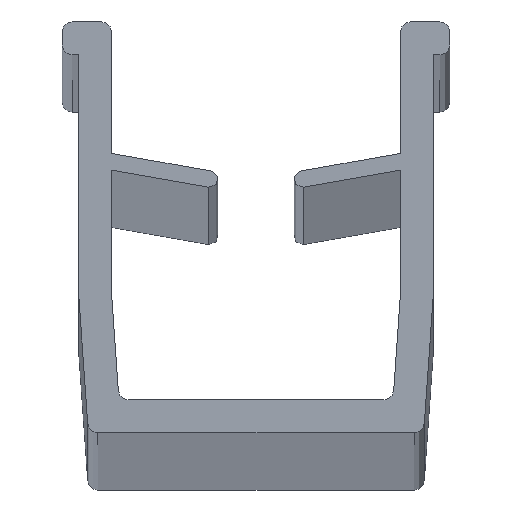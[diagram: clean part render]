
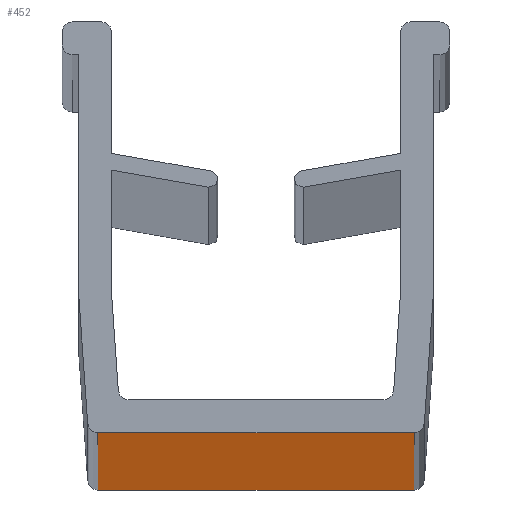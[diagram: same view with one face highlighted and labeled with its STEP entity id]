
A CAD part, top view. The second image highlights one B-rep face of the part: STEP entity #452.
In plain terms, the highlighted planar face has unit normal (0, -1, 0).
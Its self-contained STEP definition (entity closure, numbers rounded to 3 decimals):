
#1 = EDGE_CURVE ( 'NONE', #730, #330, #929, .T. ) ;
#23 = LINE ( 'NONE', #626, #1138 ) ;
#33 = EDGE_CURVE ( 'NONE', #730, #399, #23, .T. ) ;
#58 = DIRECTION ( 'NONE',  ( 0., 0., -1. ) ) ;
#162 = CARTESIAN_POINT ( 'NONE',  ( 4.824, -6.25, 1000. ) ) ;
#168 = AXIS2_PLACEMENT_3D ( 'NONE', #641, #1275, #1286 ) ;
#194 = ORIENTED_EDGE ( 'NONE', *, *, #1011, .F. ) ;
#222 = DIRECTION ( 'NONE',  ( 0., 0., -1. ) ) ;
#290 = CARTESIAN_POINT ( 'NONE',  ( 4.824, -6.25, 0. ) ) ;
#330 = VERTEX_POINT ( 'NONE', #162 ) ;
#339 = CARTESIAN_POINT ( 'NONE',  ( 4.824, -6.25, 1000. ) ) ;
#399 = VERTEX_POINT ( 'NONE', #1188 ) ;
#401 = ORIENTED_EDGE ( 'NONE', *, *, #906, .T. ) ;
#412 = VERTEX_POINT ( 'NONE', #290 ) ;
#429 = CARTESIAN_POINT ( 'NONE',  ( -4.824, -6.25, 1000. ) ) ;
#452 = ADVANCED_FACE ( 'NONE', ( #1193 ), #1073, .F. ) ;
#455 = VECTOR ( 'NONE', #222, 1000. ) ;
#457 = ORIENTED_EDGE ( 'NONE', *, *, #1, .F. ) ;
#520 = CARTESIAN_POINT ( 'NONE',  ( -4.824, -6.25, 1000. ) ) ;
#626 = CARTESIAN_POINT ( 'NONE',  ( -4.824, -6.25, 1000. ) ) ;
#641 = CARTESIAN_POINT ( 'NONE',  ( -4.824, -6.25, 1000. ) ) ;
#644 = VECTOR ( 'NONE', #1150, 1000. ) ;
#684 = LINE ( 'NONE', #1305, #1207 ) ;
#730 = VERTEX_POINT ( 'NONE', #429 ) ;
#745 = LINE ( 'NONE', #339, #455 ) ;
#906 = EDGE_CURVE ( 'NONE', #399, #412, #684, .T. ) ;
#929 = LINE ( 'NONE', #520, #644 ) ;
#1011 = EDGE_CURVE ( 'NONE', #330, #412, #745, .T. ) ;
#1034 = ORIENTED_EDGE ( 'NONE', *, *, #33, .T. ) ;
#1073 = PLANE ( 'NONE',  #168 ) ;
#1138 = VECTOR ( 'NONE', #58, 1000. ) ;
#1150 = DIRECTION ( 'NONE',  ( 1., 0., 0. ) ) ;
#1188 = CARTESIAN_POINT ( 'NONE',  ( -4.824, -6.25, 0. ) ) ;
#1193 = FACE_OUTER_BOUND ( 'NONE', #1197, .T. ) ;
#1197 = EDGE_LOOP ( 'NONE', ( #401, #194, #457, #1034 ) ) ;
#1207 = VECTOR ( 'NONE', #1208, 1000. ) ;
#1208 = DIRECTION ( 'NONE',  ( 1., 0., 0. ) ) ;
#1275 = DIRECTION ( 'NONE',  ( 0., 1., 0. ) ) ;
#1286 = DIRECTION ( 'NONE',  ( 0., 0., 1. ) ) ;
#1305 = CARTESIAN_POINT ( 'NONE',  ( -4.824, -6.25, 0. ) ) ;
